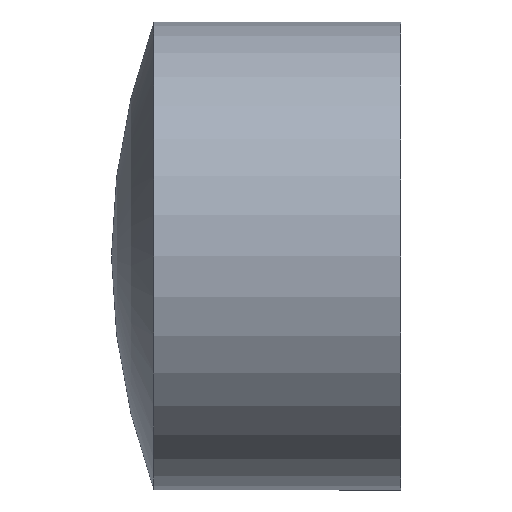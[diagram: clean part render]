
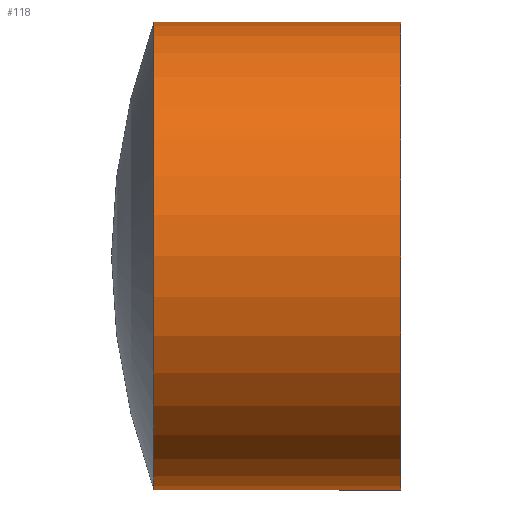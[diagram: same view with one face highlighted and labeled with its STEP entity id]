
A CAD part, left-side view. The second image highlights one B-rep face of the part: STEP entity #118.
In plain terms, the highlighted cylindrical face has radius 177.5 mm (diameter 355 mm), a partial arc.
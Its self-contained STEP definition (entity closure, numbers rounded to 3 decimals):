
#8 = VECTOR ( 'NONE', #218, 1000. ) ;
#9 = CARTESIAN_POINT ( 'NONE',  ( 0., 0., 0. ) ) ;
#18 = AXIS2_PLACEMENT_3D ( 'NONE', #28, #125, #221 ) ;
#26 = DIRECTION ( 'NONE',  ( 0., -1., 0. ) ) ;
#28 = CARTESIAN_POINT ( 'NONE',  ( 0., 187.062, 0. ) ) ;
#29 = CARTESIAN_POINT ( 'NONE',  ( 0., 187.062, -177.5 ) ) ;
#37 = ORIENTED_EDGE ( 'NONE', *, *, #120, .T. ) ;
#47 = LINE ( 'NONE', #121, #8 ) ;
#48 = DIRECTION ( 'NONE',  ( 0., 0., -1. ) ) ;
#61 = EDGE_LOOP ( 'NONE', ( #277, #185, #37, #232 ) ) ;
#72 = CYLINDRICAL_SURFACE ( 'NONE', #259, 177.5 ) ;
#86 = VECTOR ( 'NONE', #26, 1000. ) ;
#97 = CIRCLE ( 'NONE', #138, 177.5 ) ;
#100 = EDGE_CURVE ( 'NONE', #234, #298, #47, .T. ) ;
#103 = DIRECTION ( 'NONE',  ( 0., -1., 0. ) ) ;
#118 = ADVANCED_FACE ( 'NONE', ( #287 ), #72, .T. ) ;
#120 = EDGE_CURVE ( 'NONE', #230, #208, #147, .T. ) ;
#121 = CARTESIAN_POINT ( 'NONE',  ( 0., 0., 177.5 ) ) ;
#125 = DIRECTION ( 'NONE',  ( 0., -1., 0. ) ) ;
#138 = AXIS2_PLACEMENT_3D ( 'NONE', #9, #103, #199 ) ;
#147 = LINE ( 'NONE', #240, #86 ) ;
#152 = CARTESIAN_POINT ( 'NONE',  ( 0., 0., -177.5 ) ) ;
#153 = CIRCLE ( 'NONE', #18, 177.5 ) ;
#164 = EDGE_CURVE ( 'NONE', #234, #230, #153, .T. ) ;
#168 = CARTESIAN_POINT ( 'NONE',  ( 0., 0., 0. ) ) ;
#185 = ORIENTED_EDGE ( 'NONE', *, *, #164, .T. ) ;
#199 = DIRECTION ( 'NONE',  ( 0., 0., -1. ) ) ;
#208 = VERTEX_POINT ( 'NONE', #152 ) ;
#218 = DIRECTION ( 'NONE',  ( 0., -1., 0. ) ) ;
#221 = DIRECTION ( 'NONE',  ( 0., 0., -1. ) ) ;
#223 = CARTESIAN_POINT ( 'NONE',  ( 0., 187.062, 177.5 ) ) ;
#230 = VERTEX_POINT ( 'NONE', #29 ) ;
#232 = ORIENTED_EDGE ( 'NONE', *, *, #262, .F. ) ;
#234 = VERTEX_POINT ( 'NONE', #223 ) ;
#240 = CARTESIAN_POINT ( 'NONE',  ( 0., 0., -177.5 ) ) ;
#259 = AXIS2_PLACEMENT_3D ( 'NONE', #168, #260, #48 ) ;
#260 = DIRECTION ( 'NONE',  ( 0., -1., 0. ) ) ;
#262 = EDGE_CURVE ( 'NONE', #298, #208, #97, .T. ) ;
#267 = CARTESIAN_POINT ( 'NONE',  ( 0., 0., 177.5 ) ) ;
#277 = ORIENTED_EDGE ( 'NONE', *, *, #100, .F. ) ;
#287 = FACE_OUTER_BOUND ( 'NONE', #61, .T. ) ;
#298 = VERTEX_POINT ( 'NONE', #267 ) ;
